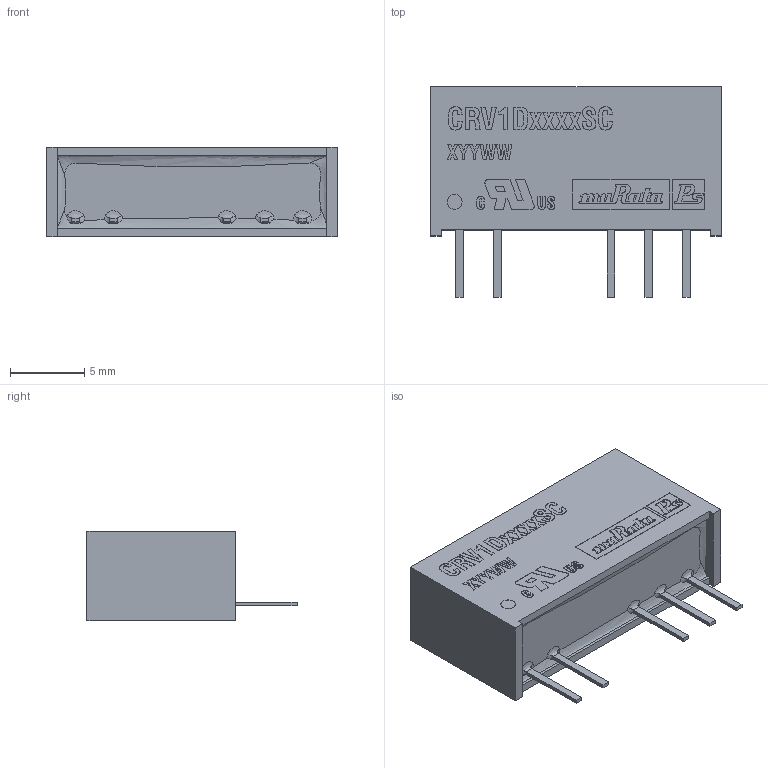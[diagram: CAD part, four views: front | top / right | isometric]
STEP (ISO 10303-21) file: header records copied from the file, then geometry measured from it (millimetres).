
FILE_DESCRIPTION (( 'STEP AP214' ), '1' );
FILE_NAME ('mps_dcdc_crv1d_sc_a.step', '2018-01-26T14:43:09', ( '' ), ( '' ), 'SwSTEP 2.0', 'SolidWorks 2015', '' );
FILE_SCHEMA (( 'AUTOMOTIVE_DESIGN' ));
Length unit declared in the file: millimetre
Products named in the file (1): mps_dcdc_crv1d_sc_a
Bounding box: 19.5 x 14.1 x 6.02 mm (x, y, z)
Volume: 1097.9 mm3; surface area: 1860.2 mm2
Topology: 36 solids, 36 shells, 710 faces, 1900 edges, 1266 vertices
Faces by surface type: plane 465, cylinder 164, bspline 81
Entity records: 33967 total; most frequent: CARTESIAN_POINT 8318, ORIENTED_EDGE 3800, DIRECTION 3285, EDGE_CURVE 1900, LINE 1369, VECTOR 1369, VERTEX_POINT 1266, AXIS2_PLACEMENT_3D 958
